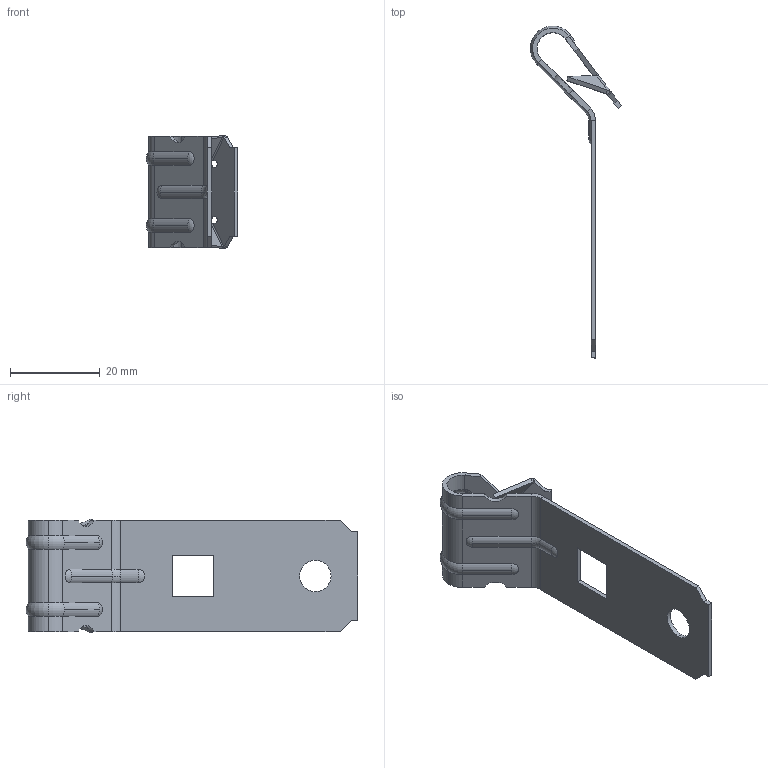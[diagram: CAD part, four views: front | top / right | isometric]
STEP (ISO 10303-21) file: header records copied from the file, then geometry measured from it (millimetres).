
FILE_DESCRIPTION (( 'STEP AP203' ), '1' );
FILE_NAME ('WAF14.STEP', '2024-04-11T01:29:56', ( '' ), ( '' ), 'SwSTEP 2.0', 'SolidWorks 2021', '' );
FILE_SCHEMA (( 'CONFIG_CONTROL_DESIGN' ));
Length unit declared in the file: millimetre
Products named in the file (1): WAF14
Bounding box: 20.36 x 74.1 x 25.34 mm (x, y, z)
Volume: 2417.8 mm3; surface area: 5191.5 mm2
Topology: 1 solids, 1 shells, 126 faces, 306 edges, 182 vertices
Faces by surface type: cylinder 48, plane 46, torus 12, sphere 12, bspline 8
Entity records: 3759 total; most frequent: CARTESIAN_POINT 739, DIRECTION 624, ORIENTED_EDGE 612, EDGE_CURVE 306, AXIS2_PLACEMENT_3D 227, VERTEX_POINT 182, VECTOR 170, LINE 170
